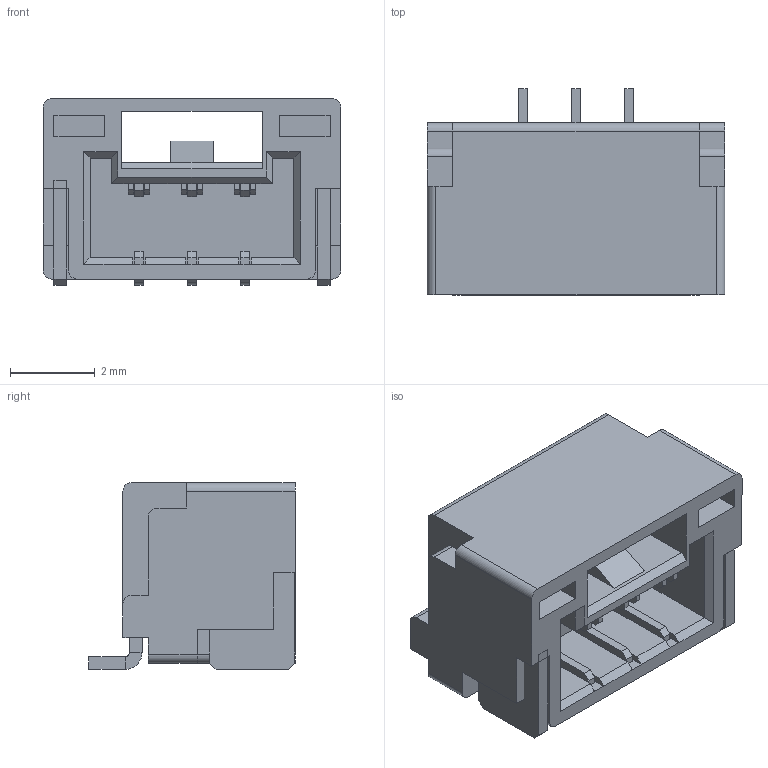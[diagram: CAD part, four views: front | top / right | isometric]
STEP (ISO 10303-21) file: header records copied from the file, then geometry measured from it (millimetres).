
FILE_DESCRIPTION (( 'STEP AP214' ), '1' );
FILE_NAME ('CONN-TH_SM03B-GHS-TB-LF-SN.STEP', '2021-10-08T16:04:02', ( '' ), ( '' ), 'SwSTEP 2.0', 'SolidWorks 2018', '' );
FILE_SCHEMA (( 'AUTOMOTIVE_DESIGN' ));
Length unit declared in the file: millimetre
Products named in the file (1): CONN-TH_SM03B-GHS-TB-LF-SN
Bounding box: 7 x 4.85 x 4.4 mm (x, y, z)
Volume: 78.9 mm3; surface area: 263.5 mm2
Topology: 2 solids, 2 shells, 313 faces, 805 edges, 510 vertices
Faces by surface type: plane 276, cylinder 23, bspline 14
Entity records: 11521 total; most frequent: CARTESIAN_POINT 2427, ORIENTED_EDGE 1610, DIRECTION 1423, EDGE_CURVE 805, LINE 731, VECTOR 731, VERTEX_POINT 510, AXIS2_PLACEMENT_3D 346
